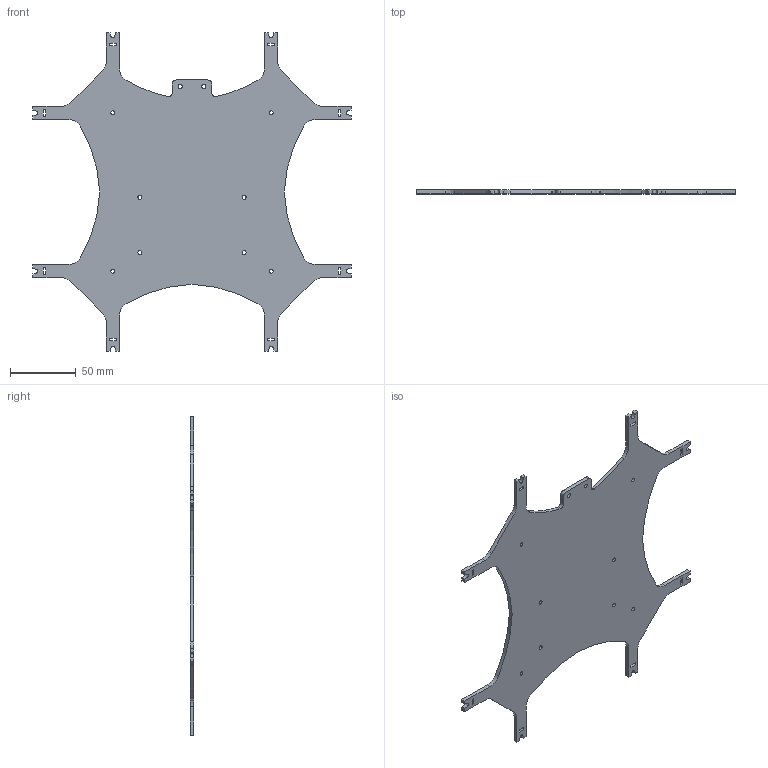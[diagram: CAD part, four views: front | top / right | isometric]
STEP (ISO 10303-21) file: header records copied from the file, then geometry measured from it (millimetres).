
FILE_DESCRIPTION (( 'STEP AP203' ), '1' );
FILE_NAME ('base.STEP', '2018-08-06T14:02:06', ( '' ), ( '' ), 'SwSTEP 2.0', 'SolidWorks 2018', '' );
FILE_SCHEMA (( 'CONFIG_CONTROL_DESIGN' ));
Length unit declared in the file: millimetre
Products named in the file (1): base
Bounding box: 242 x 3 x 242 mm (x, y, z)
Volume: 84911.5 mm3; surface area: 60973.1 mm2
Topology: 1 solids, 1 shells, 131 faces, 387 edges, 258 vertices
Faces by surface type: plane 73, cylinder 42, bspline 16
Entity records: 4554 total; most frequent: CARTESIAN_POINT 953, ORIENTED_EDGE 774, DIRECTION 671, EDGE_CURVE 387, VECTOR 271, LINE 271, VERTEX_POINT 258, AXIS2_PLACEMENT_3D 200
